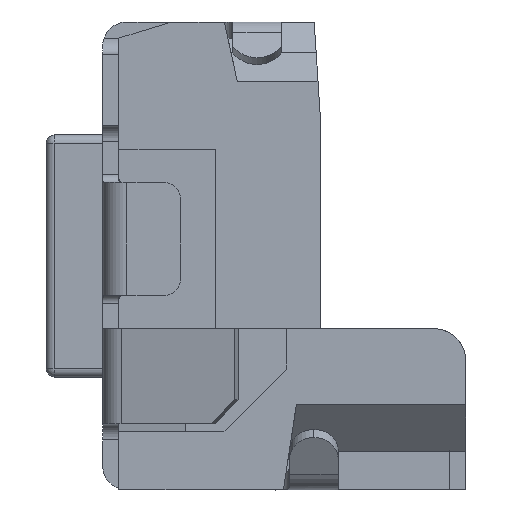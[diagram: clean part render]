
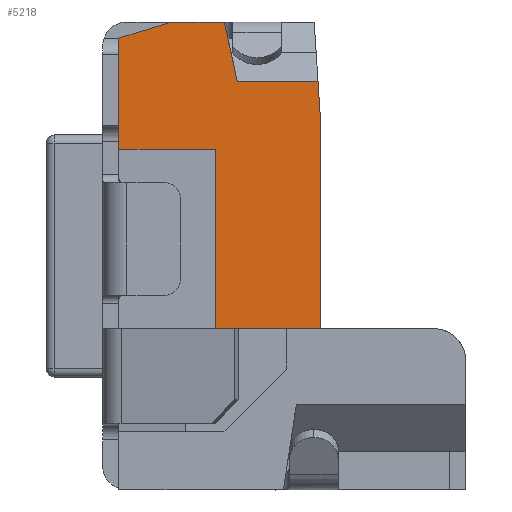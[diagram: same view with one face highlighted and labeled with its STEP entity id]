
A CAD part, left-side view. The second image highlights one B-rep face of the part: STEP entity #5218.
In plain terms, the highlighted planar face has unit normal (-1, 0, 0).
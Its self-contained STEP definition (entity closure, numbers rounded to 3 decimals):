
#46 = VERTEX_POINT ( 'NONE', #7870 ) ;
#165 = DIRECTION ( 'NONE',  ( 0., 0., -1. ) ) ;
#194 = VECTOR ( 'NONE', #9366, 1000. ) ;
#598 = VECTOR ( 'NONE', #6617, 1000. ) ;
#768 = VERTEX_POINT ( 'NONE', #1886 ) ;
#1043 = EDGE_CURVE ( 'NONE', #8744, #6540, #8760, .T. ) ;
#1287 = CARTESIAN_POINT ( 'NONE',  ( -1.8, 2.15, 1.9 ) ) ;
#1306 = ORIENTED_EDGE ( 'NONE', *, *, #3080, .F. ) ;
#1332 = AXIS2_PLACEMENT_3D ( 'NONE', #1624, #6903, #9148 ) ;
#1362 = CARTESIAN_POINT ( 'NONE',  ( -1.8, 1.55, 0. ) ) ;
#1397 = EDGE_CURVE ( 'NONE', #2228, #6540, #3769, .T. ) ;
#1624 = CARTESIAN_POINT ( 'NONE',  ( -1.8, 2.15, 0. ) ) ;
#1816 = VERTEX_POINT ( 'NONE', #9797 ) ;
#1834 = VERTEX_POINT ( 'NONE', #2854 ) ;
#1886 = CARTESIAN_POINT ( 'NONE',  ( -1.8, 0.9, 1.289 ) ) ;
#2022 = DIRECTION ( 'NONE',  ( 0., 1., 0. ) ) ;
#2228 = VERTEX_POINT ( 'NONE', #7264 ) ;
#2247 = ORIENTED_EDGE ( 'NONE', *, *, #3017, .T. ) ;
#2287 = ORIENTED_EDGE ( 'NONE', *, *, #6036, .F. ) ;
#2290 = VECTOR ( 'NONE', #2022, 1000. ) ;
#2415 = CARTESIAN_POINT ( 'NONE',  ( -1.8, 1.55, 1.111 ) ) ;
#2772 = CARTESIAN_POINT ( 'NONE',  ( -1.8, 1.458, 1.726 ) ) ;
#2854 = CARTESIAN_POINT ( 'NONE',  ( -1.8, 2.15, 1.8 ) ) ;
#3008 = VERTEX_POINT ( 'NONE', #5769 ) ;
#3017 = EDGE_CURVE ( 'NONE', #768, #1816, #4973, .T. ) ;
#3080 = EDGE_CURVE ( 'NONE', #8744, #1816, #9774, .T. ) ;
#3140 = EDGE_CURVE ( 'NONE', #46, #3008, #4502, .T. ) ;
#3197 = CARTESIAN_POINT ( 'NONE',  ( -1.8, 2.15, 1.111 ) ) ;
#3345 = VECTOR ( 'NONE', #4382, 1000. ) ;
#3403 = VECTOR ( 'NONE', #165, 1000. ) ;
#3541 = ORIENTED_EDGE ( 'NONE', *, *, #1043, .T. ) ;
#3628 = EDGE_CURVE ( 'NONE', #768, #3008, #5602, .T. ) ;
#3734 = VECTOR ( 'NONE', #6741, 1000. ) ;
#3769 = LINE ( 'NONE', #1287, #3345 ) ;
#3932 = CARTESIAN_POINT ( 'NONE',  ( -1.8, 1.416, 1.532 ) ) ;
#4025 = CARTESIAN_POINT ( 'NONE',  ( -1.8, 0.9, 1.9 ) ) ;
#4191 = DIRECTION ( 'NONE',  ( 0., 0.065, 0.998 ) ) ;
#4297 = LINE ( 'NONE', #1362, #9109 ) ;
#4349 = DIRECTION ( 'NONE',  ( 0., 0., 1. ) ) ;
#4382 = DIRECTION ( 'NONE',  ( 0., -1., 0. ) ) ;
#4435 = VERTEX_POINT ( 'NONE', #3197 ) ;
#4502 = LINE ( 'NONE', #9167, #4706 ) ;
#4617 = ORIENTED_EDGE ( 'NONE', *, *, #8785, .T. ) ;
#4682 = PLANE ( 'NONE',  #1332 ) ;
#4706 = VECTOR ( 'NONE', #9119, 1000. ) ;
#4973 = LINE ( 'NONE', #8869, #5670 ) ;
#5218 = ADVANCED_FACE ( 'NONE', ( #5488 ), #4682, .F. ) ;
#5488 = FACE_OUTER_BOUND ( 'NONE', #5601, .T. ) ;
#5507 = CARTESIAN_POINT ( 'NONE',  ( -1.8, 2.653, 1.646 ) ) ;
#5601 = EDGE_LOOP ( 'NONE', ( #8767, #4617, #7933, #7638, #2287, #7270, #7591, #2247, #1306, #3541 ) ) ;
#5602 = LINE ( 'NONE', #4025, #3403 ) ;
#5637 = EDGE_CURVE ( 'NONE', #4435, #1834, #6037, .T. ) ;
#5670 = VECTOR ( 'NONE', #4191, 1000. ) ;
#5769 = CARTESIAN_POINT ( 'NONE',  ( -1.8, 0.9, 0. ) ) ;
#6015 = DIRECTION ( 'NONE',  ( 0., -1., 0. ) ) ;
#6036 = EDGE_CURVE ( 'NONE', #46, #8343, #4297, .T. ) ;
#6037 = LINE ( 'NONE', #9138, #3734 ) ;
#6063 = EDGE_CURVE ( 'NONE', #8343, #4435, #9727, .T. ) ;
#6540 = VERTEX_POINT ( 'NONE', #9716 ) ;
#6617 = DIRECTION ( 'NONE',  ( 0., 0.213, 0.977 ) ) ;
#6741 = DIRECTION ( 'NONE',  ( 0., 0., 1. ) ) ;
#6903 = DIRECTION ( 'NONE',  ( 1., 0., 0. ) ) ;
#7264 = CARTESIAN_POINT ( 'NONE',  ( -1.8, 1.823, 1.9 ) ) ;
#7270 = ORIENTED_EDGE ( 'NONE', *, *, #3140, .T. ) ;
#7591 = ORIENTED_EDGE ( 'NONE', *, *, #3628, .F. ) ;
#7638 = ORIENTED_EDGE ( 'NONE', *, *, #6063, .F. ) ;
#7849 = LINE ( 'NONE', #5507, #194 ) ;
#7870 = CARTESIAN_POINT ( 'NONE',  ( -1.8, 1.55, 0. ) ) ;
#7933 = ORIENTED_EDGE ( 'NONE', *, *, #5637, .F. ) ;
#8343 = VERTEX_POINT ( 'NONE', #2415 ) ;
#8369 = CARTESIAN_POINT ( 'NONE',  ( -1.8, 2.15, 1.111 ) ) ;
#8744 = VERTEX_POINT ( 'NONE', #3932 ) ;
#8760 = LINE ( 'NONE', #2772, #598 ) ;
#8767 = ORIENTED_EDGE ( 'NONE', *, *, #1397, .F. ) ;
#8785 = EDGE_CURVE ( 'NONE', #2228, #1834, #7849, .T. ) ;
#8869 = CARTESIAN_POINT ( 'NONE',  ( -1.8, 0.822, 0.086 ) ) ;
#9076 = VECTOR ( 'NONE', #6015, 1000. ) ;
#9109 = VECTOR ( 'NONE', #4349, 1000. ) ;
#9119 = DIRECTION ( 'NONE',  ( 0., -1., 0. ) ) ;
#9138 = CARTESIAN_POINT ( 'NONE',  ( -1.8, 2.15, 0. ) ) ;
#9148 = DIRECTION ( 'NONE',  ( 0., 0., -1. ) ) ;
#9167 = CARTESIAN_POINT ( 'NONE',  ( -1.8, 2.15, 0. ) ) ;
#9366 = DIRECTION ( 'NONE',  ( 0., 0.956, -0.292 ) ) ;
#9716 = CARTESIAN_POINT ( 'NONE',  ( -1.8, 1.496, 1.9 ) ) ;
#9727 = LINE ( 'NONE', #8369, #2290 ) ;
#9774 = LINE ( 'NONE', #9820, #9076 ) ;
#9797 = CARTESIAN_POINT ( 'NONE',  ( -1.8, 0.916, 1.532 ) ) ;
#9820 = CARTESIAN_POINT ( 'NONE',  ( -1.8, 2.347, 1.532 ) ) ;
